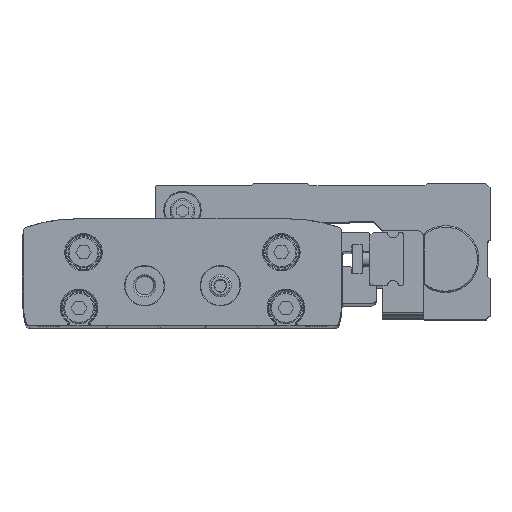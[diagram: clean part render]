
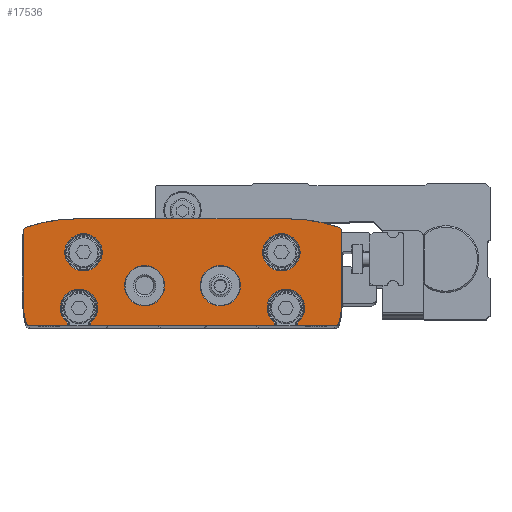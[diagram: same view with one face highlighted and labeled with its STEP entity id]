
A CAD part, top view. The second image highlights one B-rep face of the part: STEP entity #17536.
In plain terms, the highlighted planar face has unit normal (0, 0, 1).
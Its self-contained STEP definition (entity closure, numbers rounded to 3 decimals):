
#779=CIRCLE('',#21406,4.2);
#780=CIRCLE('',#21407,4.2);
#781=CIRCLE('',#21408,1.);
#782=CIRCLE('',#21409,15.);
#783=CIRCLE('',#21410,1.);
#784=CIRCLE('',#21411,35.);
#785=CIRCLE('',#21412,35.);
#786=CIRCLE('',#21413,1.);
#787=CIRCLE('',#21414,15.);
#788=CIRCLE('',#21415,1.);
#789=CIRCLE('',#21416,4.2);
#790=CIRCLE('',#21417,4.2);
#791=CIRCLE('',#21418,4.5);
#792=CIRCLE('',#21419,4.5);
#1784=ORIENTED_EDGE('',*,*,#6673,.F.);
#1785=ORIENTED_EDGE('',*,*,#6662,.T.);
#1786=ORIENTED_EDGE('',*,*,#6522,.T.);
#1787=ORIENTED_EDGE('',*,*,#6664,.F.);
#1788=ORIENTED_EDGE('',*,*,#6674,.F.);
#1789=ORIENTED_EDGE('',*,*,#6672,.T.);
#1790=ORIENTED_EDGE('',*,*,#6514,.T.);
#1791=ORIENTED_EDGE('',*,*,#6675,.T.);
#1792=ORIENTED_EDGE('',*,*,#6676,.T.);
#1793=ORIENTED_EDGE('',*,*,#6677,.T.);
#1794=ORIENTED_EDGE('',*,*,#6678,.T.);
#1795=ORIENTED_EDGE('',*,*,#6679,.T.);
#1796=ORIENTED_EDGE('',*,*,#6680,.T.);
#1797=ORIENTED_EDGE('',*,*,#6681,.T.);
#1798=ORIENTED_EDGE('',*,*,#6682,.T.);
#1799=ORIENTED_EDGE('',*,*,#6683,.T.);
#1800=ORIENTED_EDGE('',*,*,#6684,.T.);
#1801=ORIENTED_EDGE('',*,*,#6685,.T.);
#1802=ORIENTED_EDGE('',*,*,#6510,.T.);
#1803=ORIENTED_EDGE('',*,*,#6654,.F.);
#1804=ORIENTED_EDGE('',*,*,#6686,.F.);
#1805=ORIENTED_EDGE('',*,*,#6687,.F.);
#1806=ORIENTED_EDGE('',*,*,#6688,.F.);
#1807=ORIENTED_EDGE('',*,*,#6689,.F.);
#6510=EDGE_CURVE('',#8971,#8970,#10732,.T.);
#6514=EDGE_CURVE('',#8975,#8974,#10736,.T.);
#6522=EDGE_CURVE('',#8983,#8982,#10740,.T.);
#6654=EDGE_CURVE('',#9102,#8970,#10818,.T.);
#6662=EDGE_CURVE('',#9107,#8983,#10825,.T.);
#6664=EDGE_CURVE('',#9108,#8982,#10826,.T.);
#6672=EDGE_CURVE('',#9113,#8975,#10833,.T.);
#6673=EDGE_CURVE('',#9107,#9102,#779,.T.);
#6674=EDGE_CURVE('',#9113,#9108,#780,.T.);
#6675=EDGE_CURVE('',#8974,#9114,#781,.T.);
#6676=EDGE_CURVE('',#9114,#9115,#782,.T.);
#6677=EDGE_CURVE('',#9115,#9116,#10834,.T.);
#6678=EDGE_CURVE('',#9116,#9117,#783,.T.);
#6679=EDGE_CURVE('',#9117,#9118,#784,.T.);
#6680=EDGE_CURVE('',#9118,#9119,#10835,.T.);
#6681=EDGE_CURVE('',#9119,#9120,#785,.T.);
#6682=EDGE_CURVE('',#9120,#9121,#786,.T.);
#6683=EDGE_CURVE('',#9121,#9122,#10836,.T.);
#6684=EDGE_CURVE('',#9122,#9123,#787,.T.);
#6685=EDGE_CURVE('',#9123,#8971,#788,.T.);
#6686=EDGE_CURVE('',#9124,#9124,#789,.T.);
#6687=EDGE_CURVE('',#9125,#9125,#790,.T.);
#6688=EDGE_CURVE('',#9126,#9126,#791,.T.);
#6689=EDGE_CURVE('',#9127,#9127,#792,.T.);
#8970=VERTEX_POINT('',#28894);
#8971=VERTEX_POINT('',#28896);
#8974=VERTEX_POINT('',#28902);
#8975=VERTEX_POINT('',#28904);
#8982=VERTEX_POINT('',#28918);
#8983=VERTEX_POINT('',#28920);
#9102=VERTEX_POINT('',#29202);
#9107=VERTEX_POINT('',#29221);
#9108=VERTEX_POINT('',#29228);
#9113=VERTEX_POINT('',#29247);
#9114=VERTEX_POINT('',#29253);
#9115=VERTEX_POINT('',#29255);
#9116=VERTEX_POINT('',#29257);
#9117=VERTEX_POINT('',#29259);
#9118=VERTEX_POINT('',#29261);
#9119=VERTEX_POINT('',#29263);
#9120=VERTEX_POINT('',#29265);
#9121=VERTEX_POINT('',#29267);
#9122=VERTEX_POINT('',#29269);
#9123=VERTEX_POINT('',#29271);
#9124=VERTEX_POINT('',#29274);
#9125=VERTEX_POINT('',#29276);
#9126=VERTEX_POINT('',#29278);
#9127=VERTEX_POINT('',#29280);
#10732=LINE('',#28895,#12259);
#10736=LINE('',#28903,#12263);
#10740=LINE('',#28919,#12267);
#10818=LINE('',#29204,#12345);
#10825=LINE('',#29222,#12352);
#10826=LINE('',#29230,#12353);
#10833=LINE('',#29248,#12360);
#10834=LINE('',#29256,#12361);
#10835=LINE('',#29262,#12362);
#10836=LINE('',#29268,#12363);
#12259=VECTOR('',#23348,1000.);
#12263=VECTOR('',#23352,1000.);
#12267=VECTOR('',#23364,1000.);
#12345=VECTOR('',#23574,1000.);
#12352=VECTOR('',#23587,1000.);
#12353=VECTOR('',#23590,1000.);
#12360=VECTOR('',#23603,1000.);
#12361=VECTOR('',#23614,1000.);
#12362=VECTOR('',#23619,1000.);
#12363=VECTOR('',#23624,1000.);
#13826=EDGE_LOOP('',(#1784,#1785,#1786,#1787,#1788,#1789,#1790,#1791,#1792,
#1793,#1794,#1795,#1796,#1797,#1798,#1799,#1800,#1801,#1802,#1803));
#13827=EDGE_LOOP('',(#1804));
#13828=EDGE_LOOP('',(#1805));
#13829=EDGE_LOOP('',(#1806));
#13830=EDGE_LOOP('',(#1807));
#15399=FACE_BOUND('',#13826,.T.);
#15400=FACE_BOUND('',#13827,.T.);
#15401=FACE_BOUND('',#13828,.T.);
#15402=FACE_BOUND('',#13829,.T.);
#15403=FACE_BOUND('',#13830,.T.);
#16964=PLANE('',#21405);
#17536=ADVANCED_FACE('',(#15399,#15400,#15401,#15402,#15403),#16964,.T.);
#21405=AXIS2_PLACEMENT_3D('',#29249,#23604,#23605);
#21406=AXIS2_PLACEMENT_3D('',#29250,#23606,#23607);
#21407=AXIS2_PLACEMENT_3D('',#29251,#23608,#23609);
#21408=AXIS2_PLACEMENT_3D('',#29252,#23610,#23611);
#21409=AXIS2_PLACEMENT_3D('',#29254,#23612,#23613);
#21410=AXIS2_PLACEMENT_3D('',#29258,#23615,#23616);
#21411=AXIS2_PLACEMENT_3D('',#29260,#23617,#23618);
#21412=AXIS2_PLACEMENT_3D('',#29264,#23620,#23621);
#21413=AXIS2_PLACEMENT_3D('',#29266,#23622,#23623);
#21414=AXIS2_PLACEMENT_3D('',#29270,#23625,#23626);
#21415=AXIS2_PLACEMENT_3D('',#29272,#23627,#23628);
#21416=AXIS2_PLACEMENT_3D('',#29273,#23629,#23630);
#21417=AXIS2_PLACEMENT_3D('',#29275,#23631,#23632);
#21418=AXIS2_PLACEMENT_3D('',#29277,#23633,#23634);
#21419=AXIS2_PLACEMENT_3D('',#29279,#23635,#23636);
#23348=DIRECTION('',(1.,0.,0.));
#23352=DIRECTION('',(1.,0.,0.));
#23364=DIRECTION('',(1.,0.,0.));
#23574=DIRECTION('',(0.,-1.,0.));
#23587=DIRECTION('',(0.,-1.,0.));
#23590=DIRECTION('',(0.,-1.,0.));
#23603=DIRECTION('',(0.,-1.,0.));
#23604=DIRECTION('',(0.,0.,1.));
#23605=DIRECTION('',(1.,0.,0.));
#23606=DIRECTION('',(0.,0.,1.));
#23607=DIRECTION('',(1.,0.,0.));
#23608=DIRECTION('',(0.,0.,1.));
#23609=DIRECTION('',(1.,0.,0.));
#23610=DIRECTION('',(0.,0.,1.));
#23611=DIRECTION('',(1.,0.,0.));
#23612=DIRECTION('',(0.,0.,1.));
#23613=DIRECTION('',(1.,0.,0.));
#23614=DIRECTION('',(0.,1.,0.));
#23615=DIRECTION('',(0.,0.,1.));
#23616=DIRECTION('',(1.,0.,0.));
#23617=DIRECTION('',(0.,0.,1.));
#23618=DIRECTION('',(1.,0.,0.));
#23619=DIRECTION('',(-1.,0.,0.));
#23620=DIRECTION('',(0.,0.,1.));
#23621=DIRECTION('',(1.,0.,0.));
#23622=DIRECTION('',(0.,0.,1.));
#23623=DIRECTION('',(1.,0.,0.));
#23624=DIRECTION('',(0.,-1.,0.));
#23625=DIRECTION('',(0.,0.,1.));
#23626=DIRECTION('',(1.,0.,0.));
#23627=DIRECTION('',(0.,0.,1.));
#23628=DIRECTION('',(1.,0.,0.));
#23629=DIRECTION('',(0.,0.,1.));
#23630=DIRECTION('',(1.,0.,0.));
#23631=DIRECTION('',(0.,0.,1.));
#23632=DIRECTION('',(1.,0.,0.));
#23633=DIRECTION('',(0.,0.,1.));
#23634=DIRECTION('',(1.,0.,0.));
#23635=DIRECTION('',(0.,0.,1.));
#23636=DIRECTION('',(1.,0.,0.));
#28894=CARTESIAN_POINT('',(-25.7,0.,180.));
#28895=CARTESIAN_POINT('',(-34.116,0.,180.));
#28896=CARTESIAN_POINT('',(-34.116,0.,180.));
#28902=CARTESIAN_POINT('',(34.116,0.,180.));
#28903=CARTESIAN_POINT('',(-34.116,0.,180.));
#28904=CARTESIAN_POINT('',(25.7,0.,180.));
#28918=CARTESIAN_POINT('',(20.7,0.,180.));
#28919=CARTESIAN_POINT('',(-34.116,0.,180.));
#28920=CARTESIAN_POINT('',(-20.7,0.,180.));
#29202=CARTESIAN_POINT('',(-25.7,0.625,180.));
#29204=CARTESIAN_POINT('',(-25.7,4.,180.));
#29221=CARTESIAN_POINT('',(-20.7,0.625,180.));
#29222=CARTESIAN_POINT('',(-20.7,4.,180.));
#29228=CARTESIAN_POINT('',(20.7,0.625,180.));
#29230=CARTESIAN_POINT('',(20.7,4.,180.));
#29247=CARTESIAN_POINT('',(25.7,0.625,180.));
#29248=CARTESIAN_POINT('',(25.7,4.,180.));
#29249=CARTESIAN_POINT('',(-20.7,5.,180.));
#29250=CARTESIAN_POINT('',(-23.2,4.,180.));
#29251=CARTESIAN_POINT('',(23.2,4.,180.));
#29252=CARTESIAN_POINT('',(34.116,1.,180.));
#29253=CARTESIAN_POINT('',(35.075,0.714,180.));
#29254=CARTESIAN_POINT('',(20.7,5.,180.));
#29255=CARTESIAN_POINT('',(35.7,5.,180.));
#29256=CARTESIAN_POINT('',(35.7,5.,180.));
#29257=CARTESIAN_POINT('',(35.7,21.171,180.));
#29258=CARTESIAN_POINT('',(34.7,21.171,180.));
#29259=CARTESIAN_POINT('',(35.024,22.118,180.));
#29260=CARTESIAN_POINT('',(23.7,-11.,180.));
#29261=CARTESIAN_POINT('',(23.7,24.,180.));
#29262=CARTESIAN_POINT('',(23.7,24.,180.));
#29263=CARTESIAN_POINT('',(-23.7,24.,180.));
#29264=CARTESIAN_POINT('',(-23.7,-11.,180.));
#29265=CARTESIAN_POINT('',(-35.024,22.118,180.));
#29266=CARTESIAN_POINT('',(-34.7,21.171,180.));
#29267=CARTESIAN_POINT('',(-35.7,21.171,180.));
#29268=CARTESIAN_POINT('',(-35.7,21.171,180.));
#29269=CARTESIAN_POINT('',(-35.7,5.,180.));
#29270=CARTESIAN_POINT('',(-20.7,5.,180.));
#29271=CARTESIAN_POINT('',(-35.075,0.714,180.));
#29272=CARTESIAN_POINT('',(-34.116,1.,180.));
#29273=CARTESIAN_POINT('',(-22.2,16.5,180.));
#29274=CARTESIAN_POINT('',(-18.,16.5,180.));
#29275=CARTESIAN_POINT('',(22.2,16.5,180.));
#29276=CARTESIAN_POINT('',(26.4,16.5,180.));
#29277=CARTESIAN_POINT('',(-8.5,9.,180.));
#29278=CARTESIAN_POINT('',(-4.,9.,180.));
#29279=CARTESIAN_POINT('',(8.5,9.,180.));
#29280=CARTESIAN_POINT('',(13.,9.,180.));
